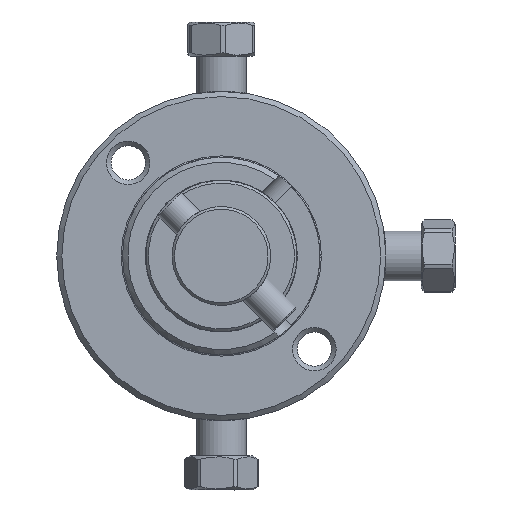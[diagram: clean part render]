
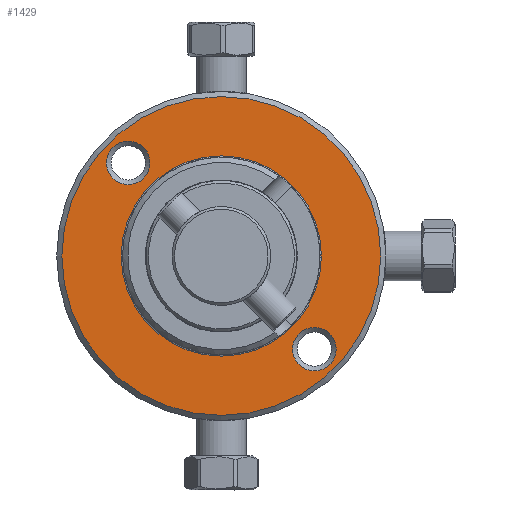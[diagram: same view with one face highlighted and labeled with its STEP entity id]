
A CAD part, left-side view. The second image highlights one B-rep face of the part: STEP entity #1429.
In plain terms, the highlighted planar face has unit normal (-1, 0, 0).
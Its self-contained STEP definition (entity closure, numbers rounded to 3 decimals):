
#691=CARTESIAN_POINT('',(6.35,15.375,0.));
#692=VERTEX_POINT('',#691);
#693=CARTESIAN_POINT('',(6.35,0.,0.0));
#694=DIRECTION('',(1.0,0.0,0.0));
#695=DIRECTION('',(0.0,-1.0,0.0));
#696=AXIS2_PLACEMENT_3D('',#693,#694,#695);
#697=CIRCLE('',#696,15.375);
#698=EDGE_CURVE('',#692,#692,#697,.T.);
#1388=CARTESIAN_POINT('',(6.35,12.7,0.0));
#1389=DIRECTION('',(-1.0,0.0,0.0));
#1390=DIRECTION('',(0.0,0.0,1.0));
#1391=AXIS2_PLACEMENT_3D('',#1388,#1389,#1390);
#1392=PLANE('',#1391);
#1393=ORIENTED_EDGE('',*,*,#698,.F.);
#1394=EDGE_LOOP('',(#1393));
#1395=FACE_OUTER_BOUND('',#1394,.T.);
#1396=CARTESIAN_POINT('',(6.35,9.655,0.));
#1397=VERTEX_POINT('',#1396);
#1398=CARTESIAN_POINT('',(6.35,0.,0.0));
#1399=DIRECTION('',(-1.0,0.0,0.0));
#1400=DIRECTION('',(0.0,-1.0,0.0));
#1401=AXIS2_PLACEMENT_3D('',#1398,#1399,#1400);
#1402=CIRCLE('',#1401,9.655);
#1403=EDGE_CURVE('',#1397,#1397,#1402,.T.);
#1404=ORIENTED_EDGE('',*,*,#1403,.F.);
#1405=EDGE_LOOP('',(#1404));
#1406=FACE_BOUND('',#1405,.T.);
#1407=CARTESIAN_POINT('',(6.35,8.98,11.08));
#1408=VERTEX_POINT('',#1407);
#1409=CARTESIAN_POINT('',(6.35,8.98,8.98));
#1410=DIRECTION('',(1.0,0.0,0.0));
#1411=DIRECTION('',(0.0,0.0,1.0));
#1412=AXIS2_PLACEMENT_3D('',#1409,#1410,#1411);
#1413=CIRCLE('',#1412,2.1);
#1414=EDGE_CURVE('',#1408,#1408,#1413,.T.);
#1415=ORIENTED_EDGE('',*,*,#1414,.T.);
#1416=EDGE_LOOP('',(#1415));
#1417=FACE_BOUND('',#1416,.T.);
#1418=CARTESIAN_POINT('',(6.35,-8.98,-6.88));
#1419=VERTEX_POINT('',#1418);
#1420=CARTESIAN_POINT('',(6.35,-8.98,-8.98));
#1421=DIRECTION('',(1.0,0.0,0.0));
#1422=DIRECTION('',(0.0,0.0,1.0));
#1423=AXIS2_PLACEMENT_3D('',#1420,#1421,#1422);
#1424=CIRCLE('',#1423,2.1);
#1425=EDGE_CURVE('',#1419,#1419,#1424,.T.);
#1426=ORIENTED_EDGE('',*,*,#1425,.T.);
#1427=EDGE_LOOP('',(#1426));
#1428=FACE_BOUND('',#1427,.T.);
#1429=ADVANCED_FACE('',(#1395,#1406,#1417,#1428),#1392,.T.);
